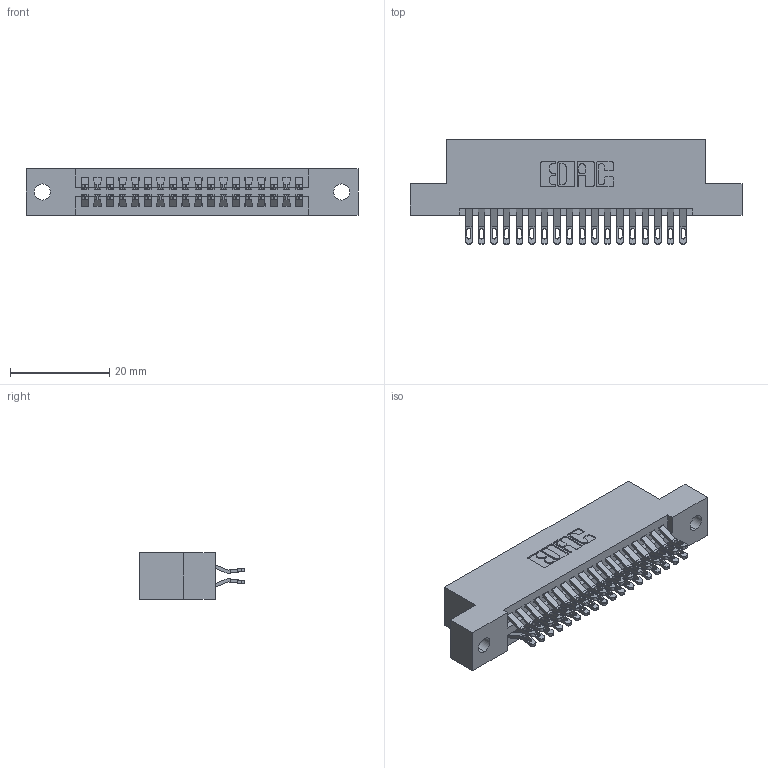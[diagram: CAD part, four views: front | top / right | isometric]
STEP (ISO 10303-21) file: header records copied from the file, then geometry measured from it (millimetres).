
FILE_DESCRIPTION (( 'STEP AP203' ), '1' );
FILE_NAME ('345-036-555-202.STEP', '2019-10-28T12:32:37', ( '' ), ( '' ), 'SwSTEP 2.0', 'SolidWorks 2016', '' );
FILE_SCHEMA (( 'CONFIG_CONTROL_DESIGN' ));
Length unit declared in the file: inch
Products named in the file (3): 345 Part_Flush Mounting Lugs - 0.128 Dia; 345-036-555-202; 345-292-001_555 Tail
Assembly tree (37 placements, depth 2):
  345-036-555-202
    345 Part_Flush Mounting Lugs - 0.128 Dia
    345-292-001_555 Tail  x36
Bounding box: 66.93 x 21.13 x 9.4 mm (x, y, z)
Volume: 6346.5 mm3; surface area: 9006.8 mm2
Topology: 37 solids, 37 shells, 2142 faces, 6713 edges, 4474 vertices
Faces by surface type: plane 1196, cylinder 946
Entity records: 17683 total; most frequent: CARTESIAN_POINT 3022, ORIENTED_EDGE 2926, DIRECTION 2663, EDGE_CURVE 1463, LINE 1239, VECTOR 1239, VERTEX_POINT 974, AXIS2_PLACEMENT_3D 712
